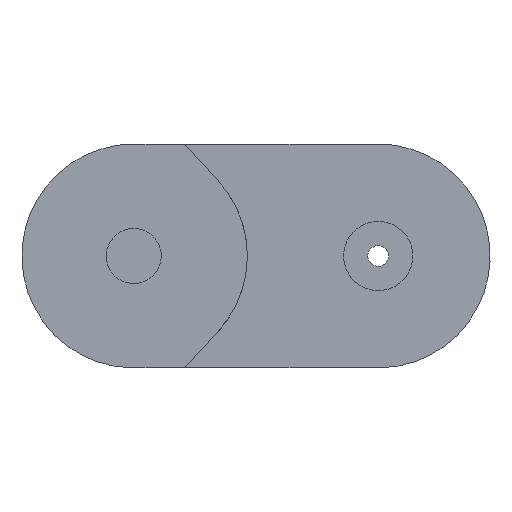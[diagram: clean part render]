
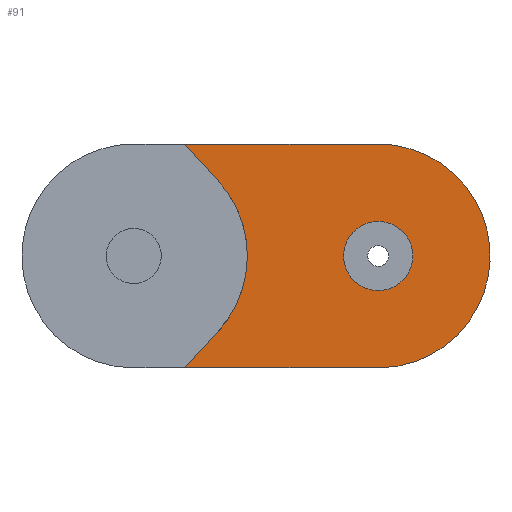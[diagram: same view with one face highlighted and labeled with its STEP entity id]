
A CAD part, front view. The second image highlights one B-rep face of the part: STEP entity #91.
In plain terms, the highlighted planar face has unit normal (0, -1, 0).
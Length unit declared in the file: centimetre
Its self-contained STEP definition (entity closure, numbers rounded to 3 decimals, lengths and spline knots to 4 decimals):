
#58=FACE_BOUND('',#417,.T.);
#91=ADVANCED_FACE('',(#253,#58),#2527,.T.);
#253=FACE_OUTER_BOUND('',#416,.T.);
#416=EDGE_LOOP('',(#649,#650,#651,#652,#653,#654));
#417=EDGE_LOOP('',(#655,#656));
#649=ORIENTED_EDGE('',*,*,#1449,.T.);
#650=ORIENTED_EDGE('',*,*,#1448,.T.);
#651=ORIENTED_EDGE('',*,*,#1451,.T.);
#652=ORIENTED_EDGE('',*,*,#1440,.T.);
#653=ORIENTED_EDGE('',*,*,#1443,.T.);
#654=ORIENTED_EDGE('',*,*,#1450,.T.);
#655=ORIENTED_EDGE('',*,*,#1516,.F.);
#656=ORIENTED_EDGE('',*,*,#1502,.F.);
#1440=EDGE_CURVE('',#2265,#2267,#2039,.T.);
#1443=EDGE_CURVE('',#2267,#2270,#2042,.T.);
#1448=EDGE_CURVE('',#2271,#2269,#2047,.T.);
#1449=EDGE_CURVE('',#2272,#2271,#2048,.T.);
#1450=EDGE_CURVE('',#2270,#2272,#2049,.T.);
#1451=EDGE_CURVE('',#2269,#2265,#2050,.T.);
#1502=EDGE_CURVE('',#2308,#2313,#2072,.T.);
#1516=EDGE_CURVE('',#2313,#2308,#2085,.T.);
#2039=(
BOUNDED_CURVE()
B_SPLINE_CURVE(2,(#3211,#3212,#3213,#3214,#3215),.UNSPECIFIED.,.F.,.F.)
B_SPLINE_CURVE_WITH_KNOTS((3,2,3),(-60.9581,-55.853,
-50.7479),.UNSPECIFIED.)
CURVE()
GEOMETRIC_REPRESENTATION_ITEM()
RATIONAL_B_SPLINE_CURVE((1.,0.707,1.,0.707,1.))
REPRESENTATION_ITEM('')
);
#2042=(
BOUNDED_CURVE()
B_SPLINE_CURVE(2,(#3223,#3224,#3225),.UNSPECIFIED.,.F.,.F.)
B_SPLINE_CURVE_WITH_KNOTS((3,3),(-50.7479,-45.128),
 .UNSPECIFIED.)
CURVE()
GEOMETRIC_REPRESENTATION_ITEM()
RATIONAL_B_SPLINE_CURVE((1.,1.,1.))
REPRESENTATION_ITEM('')
);
#2047=(
BOUNDED_CURVE()
B_SPLINE_CURVE(2,(#3236,#3237,#3238),.UNSPECIFIED.,.F.,.F.)
B_SPLINE_CURVE_WITH_KNOTS((3,3),(4.9566,6.319),
 .UNSPECIFIED.)
CURVE()
GEOMETRIC_REPRESENTATION_ITEM()
RATIONAL_B_SPLINE_CURVE((1.,1.,1.))
REPRESENTATION_ITEM('')
);
#2048=(
BOUNDED_CURVE()
B_SPLINE_CURVE(2,(#3239,#3240,#3241),.UNSPECIFIED.,.F.,.F.)
B_SPLINE_CURVE_WITH_KNOTS((3,3),(0.,4.9566),.UNSPECIFIED.)
CURVE()
GEOMETRIC_REPRESENTATION_ITEM()
RATIONAL_B_SPLINE_CURVE((1.,0.723,1.))
REPRESENTATION_ITEM('')
);
#2049=(
BOUNDED_CURVE()
B_SPLINE_CURVE(2,(#3242,#3243,#3244),.UNSPECIFIED.,.F.,.F.)
B_SPLINE_CURVE_WITH_KNOTS((3,3),(-1.3625,0.),.UNSPECIFIED.)
CURVE()
GEOMETRIC_REPRESENTATION_ITEM()
RATIONAL_B_SPLINE_CURVE((1.,1.,1.))
REPRESENTATION_ITEM('')
);
#2050=(
BOUNDED_CURVE()
B_SPLINE_CURVE(2,(#3245,#3246,#3247),.UNSPECIFIED.,.F.,.F.)
B_SPLINE_CURVE_WITH_KNOTS((3,3),(-66.578,-60.9581),
 .UNSPECIFIED.)
CURVE()
GEOMETRIC_REPRESENTATION_ITEM()
RATIONAL_B_SPLINE_CURVE((1.,1.,1.))
REPRESENTATION_ITEM('')
);
#2072=(
BOUNDED_CURVE()
B_SPLINE_CURVE(2,(#3366,#3367,#3368,#3369,#3370),.UNSPECIFIED.,.F.,.F.)
B_SPLINE_CURVE_WITH_KNOTS((3,2,3),(0.,1.5787,3.1573),
 .UNSPECIFIED.)
CURVE()
GEOMETRIC_REPRESENTATION_ITEM()
RATIONAL_B_SPLINE_CURVE((1.,0.707,1.,0.707,1.))
REPRESENTATION_ITEM('')
);
#2085=(
BOUNDED_CURVE()
B_SPLINE_CURVE(2,(#3421,#3422,#3423,#3424,#3425),.UNSPECIFIED.,.F.,.F.)
B_SPLINE_CURVE_WITH_KNOTS((3,2,3),(3.1573,4.736,6.3146),
 .UNSPECIFIED.)
CURVE()
GEOMETRIC_REPRESENTATION_ITEM()
RATIONAL_B_SPLINE_CURVE((1.,0.707,1.,0.707,1.))
REPRESENTATION_ITEM('')
);
#2265=VERTEX_POINT('',#3096);
#2267=VERTEX_POINT('',#3098);
#2269=VERTEX_POINT('',#3100);
#2270=VERTEX_POINT('',#3101);
#2271=VERTEX_POINT('',#3102);
#2272=VERTEX_POINT('',#3103);
#2308=VERTEX_POINT('',#3139);
#2313=VERTEX_POINT('',#3144);
#2527=PLANE('',#2709);
#2709=AXIS2_PLACEMENT_3D('',#2963,#2800,$);
#2800=DIRECTION('',(0.,-1.,0.));
#2963=CARTESIAN_POINT('',(-8.91,-5.9999,-0.8125));
#3096=CARTESIAN_POINT('',(3.14,-5.9999,0.));
#3098=CARTESIAN_POINT('',(3.14,-5.9999,6.5));
#3100=CARTESIAN_POINT('',(-2.4799,-5.9999,0.));
#3101=CARTESIAN_POINT('',(-2.4799,-5.9999,6.5));
#3102=CARTESIAN_POINT('',(-1.56,-5.9999,1.005));
#3103=CARTESIAN_POINT('',(-1.56,-5.9999,5.495));
#3139=CARTESIAN_POINT('',(4.145,-5.9999,3.2445));
#3144=CARTESIAN_POINT('',(2.135,-5.9999,3.2555));
#3211=CARTESIAN_POINT('',(3.14,-5.9999,0.));
#3212=CARTESIAN_POINT('',(6.39,-5.9999,0.));
#3213=CARTESIAN_POINT('',(6.39,-5.9999,3.25));
#3214=CARTESIAN_POINT('',(6.39,-5.9999,6.5));
#3215=CARTESIAN_POINT('',(3.14,-5.9999,6.5));
#3223=CARTESIAN_POINT('',(3.14,-5.9999,6.5));
#3224=CARTESIAN_POINT('',(0.33,-5.9999,6.5));
#3225=CARTESIAN_POINT('',(-2.4799,-5.9999,6.5));
#3236=CARTESIAN_POINT('',(-1.56,-5.9999,1.005));
#3237=CARTESIAN_POINT('',(-2.02,-5.9999,0.5025));
#3238=CARTESIAN_POINT('',(-2.4799,-5.9999,0.));
#3239=CARTESIAN_POINT('',(-1.56,-5.9999,5.495));
#3240=CARTESIAN_POINT('',(0.5847,-5.9999,3.25));
#3241=CARTESIAN_POINT('',(-1.56,-5.9999,1.005));
#3242=CARTESIAN_POINT('',(-2.4799,-5.9999,6.5));
#3243=CARTESIAN_POINT('',(-2.02,-5.9999,5.9975));
#3244=CARTESIAN_POINT('',(-1.56,-5.9999,5.495));
#3245=CARTESIAN_POINT('',(-2.4799,-5.9999,0.));
#3246=CARTESIAN_POINT('',(0.33,-5.9999,0.));
#3247=CARTESIAN_POINT('',(3.14,-5.9999,0.));
#3366=CARTESIAN_POINT('',(4.145,-5.9999,3.2445));
#3367=CARTESIAN_POINT('',(4.1505,-5.9999,4.2495));
#3368=CARTESIAN_POINT('',(3.1455,-5.9999,4.255));
#3369=CARTESIAN_POINT('',(2.1405,-5.9999,4.2605));
#3370=CARTESIAN_POINT('',(2.135,-5.9999,3.2555));
#3421=CARTESIAN_POINT('',(2.135,-5.9999,3.2555));
#3422=CARTESIAN_POINT('',(2.1295,-5.9999,2.2506));
#3423=CARTESIAN_POINT('',(3.1345,-5.9999,2.245));
#3424=CARTESIAN_POINT('',(4.1395,-5.9999,2.2395));
#3425=CARTESIAN_POINT('',(4.145,-5.9999,3.2445));
